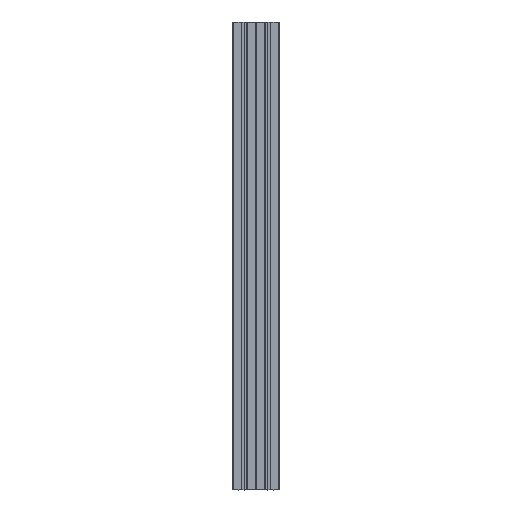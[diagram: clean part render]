
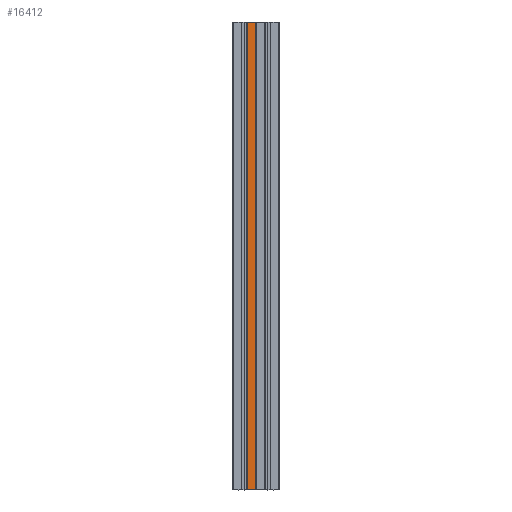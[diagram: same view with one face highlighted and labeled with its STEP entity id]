
A CAD part, left-side view. The second image highlights one B-rep face of the part: STEP entity #16412.
In plain terms, the highlighted planar face has unit normal (-1, 0, 0).
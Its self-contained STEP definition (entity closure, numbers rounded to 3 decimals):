
#2070 = LINE ( 'NONE', #6314, #4036 ) ;
#2144 = EDGE_CURVE ( 'NONE', #18631, #4087, #19431, .T. ) ;
#4036 = VECTOR ( 'NONE', #26147, 1000. ) ;
#4087 = VERTEX_POINT ( 'NONE', #23079 ) ;
#4385 = EDGE_LOOP ( 'NONE', ( #19396, #17970, #6257, #17762 ) ) ;
#5965 = CARTESIAN_POINT ( 'NONE',  ( -25., -5.1, -1000. ) ) ;
#6257 = ORIENTED_EDGE ( 'NONE', *, *, #2144, .F. ) ;
#6314 = CARTESIAN_POINT ( 'NONE',  ( -25., -6.325, 0. ) ) ;
#6433 = EDGE_CURVE ( 'NONE', #24801, #18631, #23323, .T. ) ;
#6910 = DIRECTION ( 'NONE',  ( -1., 0., 0. ) ) ;
#7046 = PLANE ( 'NONE',  #15331 ) ;
#7517 = CARTESIAN_POINT ( 'NONE',  ( -25., -24.662, -1000. ) ) ;
#8160 = CARTESIAN_POINT ( 'NONE',  ( -25., -5.1, 0. ) ) ;
#11158 = FACE_OUTER_BOUND ( 'NONE', #4385, .T. ) ;
#12169 = EDGE_CURVE ( 'NONE', #24801, #22092, #20527, .T. ) ;
#12784 = EDGE_CURVE ( 'NONE', #4087, #22092, #2070, .T. ) ;
#14549 = DIRECTION ( 'NONE',  ( 0., 1., 0. ) ) ;
#15023 = DIRECTION ( 'NONE',  ( 0., 0., 1. ) ) ;
#15276 = VECTOR ( 'NONE', #26331, 1000. ) ;
#15331 = AXIS2_PLACEMENT_3D ( 'NONE', #23151, #6910, #15023 ) ;
#16412 = ADVANCED_FACE ( 'NONE', ( #11158 ), #7046, .T. ) ;
#16784 = DIRECTION ( 'NONE',  ( 0., 0., -1. ) ) ;
#17163 = VECTOR ( 'NONE', #14549, 1000. ) ;
#17195 = CARTESIAN_POINT ( 'NONE',  ( -25., -6.325, 0. ) ) ;
#17762 = ORIENTED_EDGE ( 'NONE', *, *, #6433, .F. ) ;
#17970 = ORIENTED_EDGE ( 'NONE', *, *, #12784, .F. ) ;
#18425 = VECTOR ( 'NONE', #16784, 1000. ) ;
#18631 = VERTEX_POINT ( 'NONE', #7517 ) ;
#19396 = ORIENTED_EDGE ( 'NONE', *, *, #12169, .T. ) ;
#19431 = LINE ( 'NONE', #5965, #15276 ) ;
#20527 = LINE ( 'NONE', #8160, #17163 ) ;
#20909 = CARTESIAN_POINT ( 'NONE',  ( -25., -24.662, 0. ) ) ;
#22092 = VERTEX_POINT ( 'NONE', #17195 ) ;
#23079 = CARTESIAN_POINT ( 'NONE',  ( -25., -6.325, -1000. ) ) ;
#23151 = CARTESIAN_POINT ( 'NONE',  ( -25., -5.1, -1035.355 ) ) ;
#23323 = LINE ( 'NONE', #25460, #18425 ) ;
#24801 = VERTEX_POINT ( 'NONE', #20909 ) ;
#25460 = CARTESIAN_POINT ( 'NONE',  ( -25., -24.662, -1000. ) ) ;
#26147 = DIRECTION ( 'NONE',  ( 0., 0., 1. ) ) ;
#26331 = DIRECTION ( 'NONE',  ( 0., 1., 0. ) ) ;
